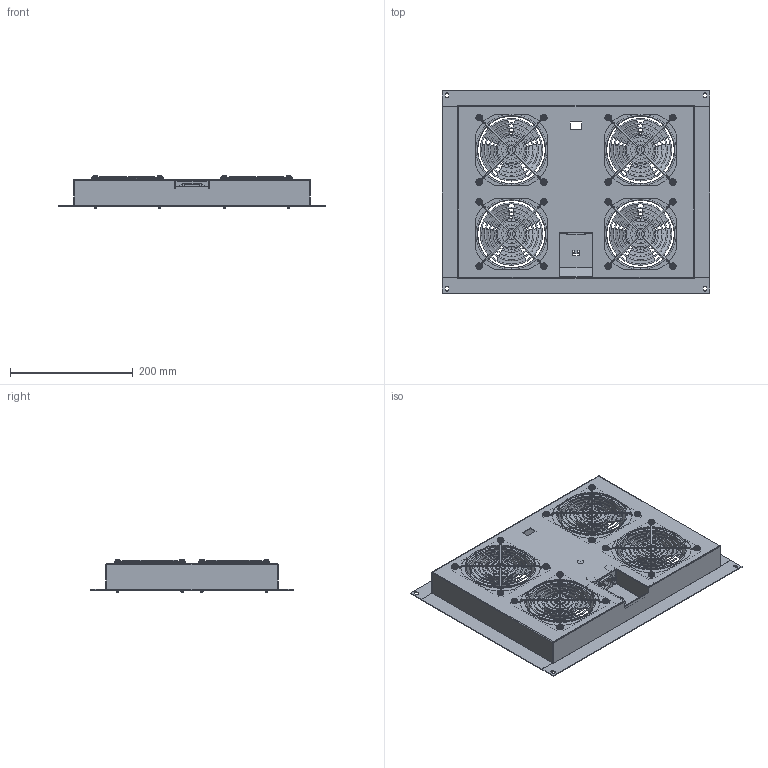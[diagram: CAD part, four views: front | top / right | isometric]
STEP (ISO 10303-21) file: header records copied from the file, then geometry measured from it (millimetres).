
FILE_DESCRIPTION (( 'STEP AP214' ), '1' );
FILE_NAME ('LC-4FTM-110V_3D.step', '2024-01-19T22:43:12', ( '' ), ( '' ), 'SwSTEP 2.0', 'SolidWorks 2022', '' );
FILE_SCHEMA (( 'AUTOMOTIVE_DESIGN' ));
Length unit declared in the file: millimetre
Products named in the file (10): gnd scr^LC-4FTM-110V; plain washer 10673 type snl_iso_ISO 10673-5.5-S; base^LC-4FTM-110V; hex nut style 1 gradeab_iso_ISO - 4032 - M4 - D - N; pwr entry mod^LC-4FTM-110V; LC-4FTM-110V_3D; fan^LC-4FTM-110V; ISO 7045, M4 X 50mm LG^LC-4FTM-110V_NO THD; 19155K96_Steel Fan Guard for 4.69 & 4.72 fans^LC-4FTM-110V_19155K96; pem dog house^LC-4FTM-110V
Assembly tree (60 placements, depth 2):
  LC-4FTM-110V_3D
    base^LC-4FTM-110V
    gnd scr^LC-4FTM-110V
    pem dog house^LC-4FTM-110V
    pwr entry mod^LC-4FTM-110V
    fan^LC-4FTM-110V  x4
    19155K96_Steel Fan Guard for 4.69 & 4.72 fans^LC-4FTM-110V_19155K96  x4
    plain washer 10673 type snl_iso_ISO 10673-5.5-S  x16
    ISO 7045, M4 X 50mm LG^LC-4FTM-110V_NO THD  x16
    hex nut style 1 gradeab_iso_ISO - 4032 - M4 - D - N  x16
Bounding box: 434.6 x 329.6 x 53.08 mm (x, y, z)
Volume: 961576.6 mm3; surface area: 655050.9 mm2
Topology: 96 solids, 96 shells, 2727 faces, 6886 edges, 4258 vertices
Faces by surface type: plane 835, cylinder 688, cone 596, torus 400, bspline 144, sphere 64
Entity records: 33461 total; most frequent: CARTESIAN_POINT 13827, DIRECTION 4087, ORIENTED_EDGE 3896, EDGE_CURVE 1948, AXIS2_PLACEMENT_3D 1548, VERTEX_POINT 1209, VECTOR 991, LINE 991
